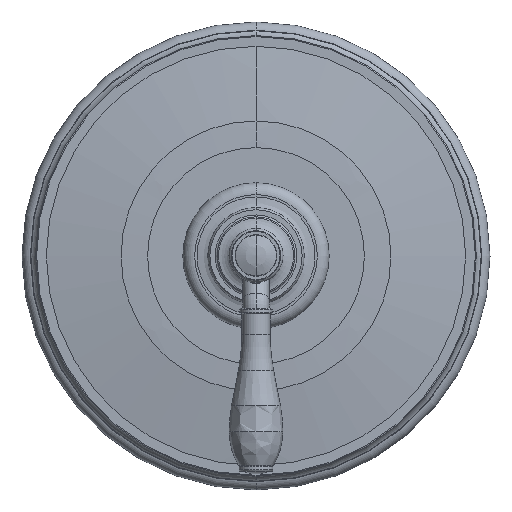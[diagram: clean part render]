
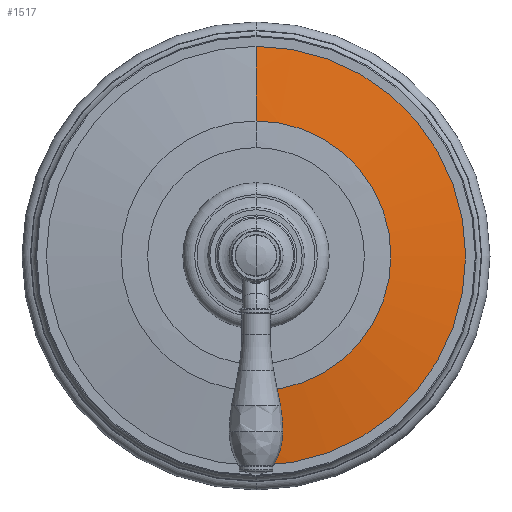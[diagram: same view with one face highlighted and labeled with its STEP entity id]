
A CAD part, top view. The second image highlights one B-rep face of the part: STEP entity #1517.
In plain terms, the highlighted spherical face has radius 467.995 mm.
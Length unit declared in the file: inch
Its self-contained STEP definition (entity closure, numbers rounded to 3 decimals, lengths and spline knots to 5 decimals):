
#110=CARTESIAN_POINT('',(0.,0.,0.45968));
#111=DIRECTION('',(0.,0.,1.));
#112=DIRECTION('',(0.,-1.,0.));
#113=AXIS2_PLACEMENT_3D('',#110,#111,#112);
#115=CARTESIAN_POINT('',(0.,0.,0.313));
#116=DIRECTION('',(0.,0.,-1.));
#117=DIRECTION('',(0.,1.,0.));
#118=AXIS2_PLACEMENT_3D('',#115,#116,#117);
#135=CARTESIAN_POINT('',(0.,0.,-17.86218));
#136=DIRECTION('',(-1.,0.,0.));
#137=DIRECTION('',(0.,-0.164,0.986));
#138=AXIS2_PLACEMENT_3D('',#135,#136,#137);
#145=CARTESIAN_POINT('',(0.,0.,-17.86218));
#146=DIRECTION('',(1.,0.,0.));
#147=DIRECTION('',(0.,0.164,0.986));
#148=AXIS2_PLACEMENT_3D('',#145,#146,#147);
#1107=CARTESIAN_POINT('',(0.,3.02381,0.313));
#1108=CARTESIAN_POINT('',(0.,-3.02381,0.313));
#1109=VERTEX_POINT('',#1107);
#1110=VERTEX_POINT('',#1108);
#1111=CARTESIAN_POINT('',(0.,-1.9468,0.45968));
#1112=CARTESIAN_POINT('',(0.,1.9468,0.45968));
#1113=VERTEX_POINT('',#1111);
#1114=VERTEX_POINT('',#1112);
#1503=CARTESIAN_POINT('',(0.,0.,-17.86218));
#1504=DIRECTION('',(0.,0.,-1.));
#1505=DIRECTION('',(0.,-1.,0.));
#1506=AXIS2_PLACEMENT_3D('',#1503,#1504,#1505);
#1507=SPHERICAL_SURFACE('',#1506,18.425);
#1509=ORIENTED_EDGE('',*,*,#1508,.T.);
#1511=ORIENTED_EDGE('',*,*,#1510,.F.);
#1512=ORIENTED_EDGE('',*,*,#1484,.T.);
#1514=ORIENTED_EDGE('',*,*,#1513,.T.);
#1515=EDGE_LOOP('',(#1509,#1511,#1512,#1514));
#1516=FACE_OUTER_BOUND('',#1515,.F.);
#1517=ADVANCED_FACE('',(#1516),#1507,.T.);
#114=CIRCLE('',#113,1.9468);
#119=CIRCLE('',#118,3.02381);
#139=CIRCLE('',#138,18.425);
#149=CIRCLE('',#148,18.425);
#1484=EDGE_CURVE('',#1109,#1110,#119,.T.);
#1508=EDGE_CURVE('',#1113,#1114,#114,.T.);
#1510=EDGE_CURVE('',#1109,#1114,#149,.T.);
#1513=EDGE_CURVE('',#1110,#1113,#139,.T.);
